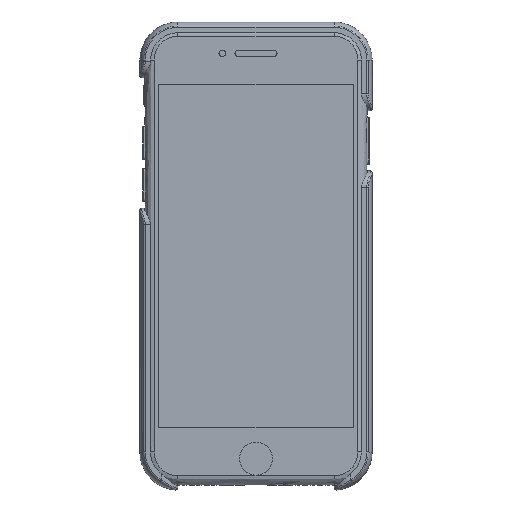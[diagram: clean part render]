
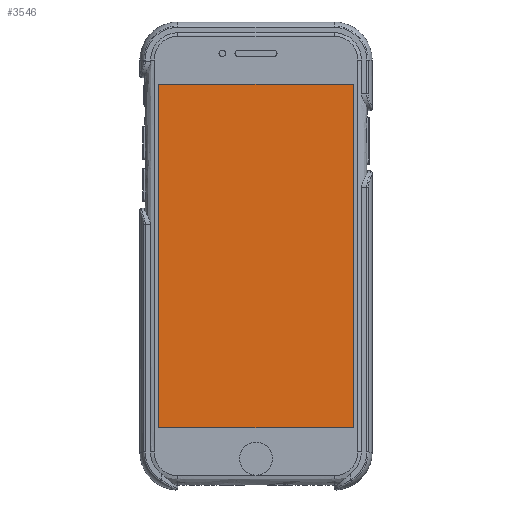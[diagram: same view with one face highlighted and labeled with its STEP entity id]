
A CAD part, top view. The second image highlights one B-rep face of the part: STEP entity #3546.
In plain terms, the highlighted planar face has unit normal (0, 0, 1).
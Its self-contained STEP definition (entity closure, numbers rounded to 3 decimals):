
#231=LINE('',#6774,#412);
#232=LINE('',#6776,#413);
#233=LINE('',#6778,#414);
#234=LINE('',#6779,#415);
#412=VECTOR('',#4345,10.);
#413=VECTOR('',#4346,10.);
#414=VECTOR('',#4347,10.);
#415=VECTOR('',#4348,10.);
#840=FACE_OUTER_BOUND('',#1070,.T.);
#1070=EDGE_LOOP('',(#2508,#2509,#2510,#2511));
#1549=VERTEX_POINT('',#6772);
#1550=VERTEX_POINT('',#6773);
#1551=VERTEX_POINT('',#6775);
#1552=VERTEX_POINT('',#6777);
#1921=EDGE_CURVE('',#1549,#1550,#231,.T.);
#1922=EDGE_CURVE('',#1551,#1549,#232,.T.);
#1923=EDGE_CURVE('',#1552,#1551,#233,.T.);
#1924=EDGE_CURVE('',#1550,#1552,#234,.T.);
#2508=ORIENTED_EDGE('',*,*,#1921,.F.);
#2509=ORIENTED_EDGE('',*,*,#1922,.F.);
#2510=ORIENTED_EDGE('',*,*,#1923,.F.);
#2511=ORIENTED_EDGE('',*,*,#1924,.F.);
#3460=PLANE('',#3867);
#3546=ADVANCED_FACE('',(#840),#3460,.T.);
#3867=AXIS2_PLACEMENT_3D('',#6771,#4343,#4344);
#4343=DIRECTION('center_axis',(0.,0.,1.));
#4344=DIRECTION('ref_axis',(1.,0.,0.));
#4345=DIRECTION('',(1.,0.,0.));
#4346=DIRECTION('',(0.,1.,0.));
#4347=DIRECTION('',(-1.,0.,0.));
#4348=DIRECTION('',(0.,-1.,0.));
#6771=CARTESIAN_POINT('Origin',(0.,0.,7.4));
#6772=CARTESIAN_POINT('',(-29.45,51.9,7.4));
#6773=CARTESIAN_POINT('',(29.45,51.9,7.4));
#6774=CARTESIAN_POINT('',(14.725,51.9,7.4));
#6775=CARTESIAN_POINT('',(-29.45,-51.9,7.4));
#6776=CARTESIAN_POINT('',(-29.45,25.95,7.4));
#6777=CARTESIAN_POINT('',(29.45,-51.9,7.4));
#6778=CARTESIAN_POINT('',(-14.725,-51.9,7.4));
#6779=CARTESIAN_POINT('',(29.45,-25.95,7.4));
